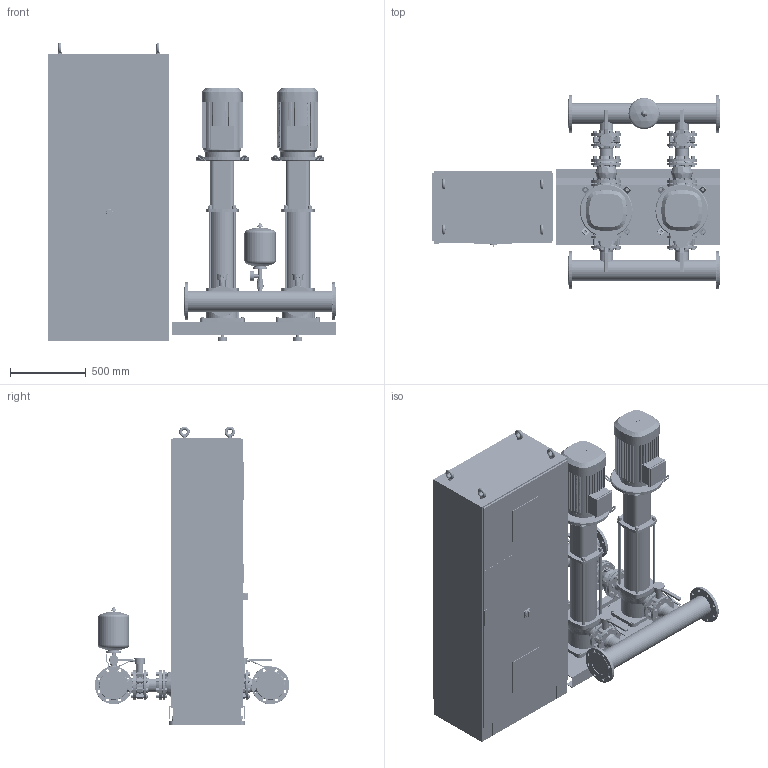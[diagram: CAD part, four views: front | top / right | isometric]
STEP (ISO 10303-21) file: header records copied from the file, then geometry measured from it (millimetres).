
FILE_DESCRIPTION((''),'2;1');
FILE_NAME('3d_SiBoostSmartFC2HELIXV5205_2-2540852.stp','2016-01-25T11:13:05',(''),(''),'Mechanical Desktop 2009','Mechanical Desktop 2009',', , ');
FILE_SCHEMA(('CONFIG_CONTROL_DESIGN'));
Length unit declared in the file: millimetre
Products named in the file (1): Product
Bounding box: 1900 x 1286 x 1975 mm (x, y, z)
Volume: 904857754.4 mm3; surface area: 18050520.1 mm2
Topology: 208 solids, 208 shells, 5406 faces, 13338 edges, 8598 vertices
Faces by surface type: bspline 2114, plane 1502, cylinder 1288, torus 284, cone 180, sphere 38
Entity records: 180975 total; most frequent: CARTESIAN_POINT 55930, ORIENTED_EDGE 26592, DIRECTION 24532, EDGE_CURVE 13296, VERTEX_POINT 8590, AXIS2_PLACEMENT_3D 8579, VECTOR 7374, LINE 7374
